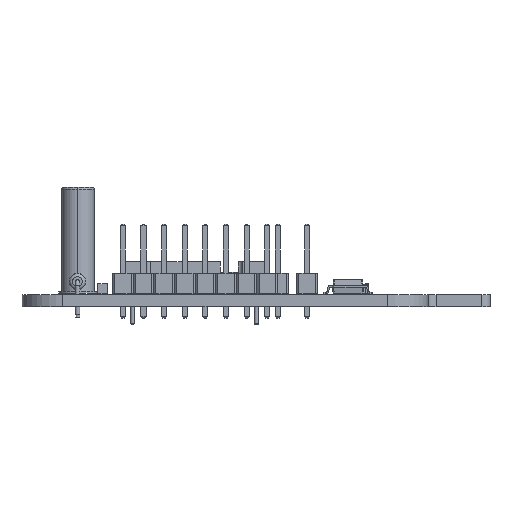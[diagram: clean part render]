
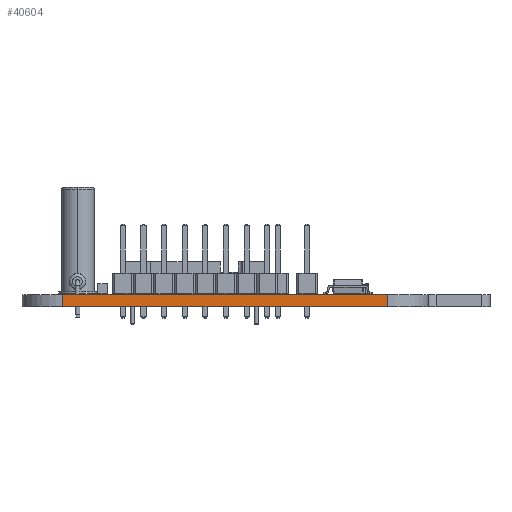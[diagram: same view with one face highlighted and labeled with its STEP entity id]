
A CAD part, left-side view. The second image highlights one B-rep face of the part: STEP entity #40604.
In plain terms, the highlighted planar face has unit normal (-1, 0, 0).
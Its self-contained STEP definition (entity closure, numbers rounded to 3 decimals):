
#38907 = VERTEX_POINT('',#38908);
#38908 = CARTESIAN_POINT('',(98.501,-81.194,0.));
#38915 = EDGE_CURVE('',#38916,#38907,#38918,.T.);
#38916 = VERTEX_POINT('',#38917);
#38917 = CARTESIAN_POINT('',(98.501,-121.194,0.));
#38918 = LINE('',#38919,#38920);
#38919 = CARTESIAN_POINT('',(98.501,-121.194,0.));
#38920 = VECTOR('',#38921,1.);
#38921 = DIRECTION('',(0.,1.,0.));
#39742 = VERTEX_POINT('',#39743);
#39743 = CARTESIAN_POINT('',(98.501,-81.194,1.51));
#39750 = EDGE_CURVE('',#39751,#39742,#39753,.T.);
#39751 = VERTEX_POINT('',#39752);
#39752 = CARTESIAN_POINT('',(98.501,-121.194,1.51));
#39753 = LINE('',#39754,#39755);
#39754 = CARTESIAN_POINT('',(98.501,-121.194,1.51));
#39755 = VECTOR('',#39756,1.);
#39756 = DIRECTION('',(0.,1.,0.));
#40574 = EDGE_CURVE('',#38907,#39742,#40575,.T.);
#40575 = LINE('',#40576,#40577);
#40576 = CARTESIAN_POINT('',(98.501,-81.194,0.));
#40577 = VECTOR('',#40578,1.);
#40578 = DIRECTION('',(0.,0.,1.));
#40604 = ADVANCED_FACE('',(#40605),#40616,.T.);
#40605 = FACE_BOUND('',#40606,.T.);
#40606 = EDGE_LOOP('',(#40607,#40613,#40614,#40615));
#40607 = ORIENTED_EDGE('',*,*,#40608,.T.);
#40608 = EDGE_CURVE('',#38916,#39751,#40609,.T.);
#40609 = LINE('',#40610,#40611);
#40610 = CARTESIAN_POINT('',(98.501,-121.194,0.));
#40611 = VECTOR('',#40612,1.);
#40612 = DIRECTION('',(0.,0.,1.));
#40613 = ORIENTED_EDGE('',*,*,#39750,.T.);
#40614 = ORIENTED_EDGE('',*,*,#40574,.F.);
#40615 = ORIENTED_EDGE('',*,*,#38915,.F.);
#40616 = PLANE('',#40617);
#40617 = AXIS2_PLACEMENT_3D('',#40618,#40619,#40620);
#40618 = CARTESIAN_POINT('',(98.501,-121.194,0.));
#40619 = DIRECTION('',(-1.,0.,0.));
#40620 = DIRECTION('',(0.,1.,0.));
